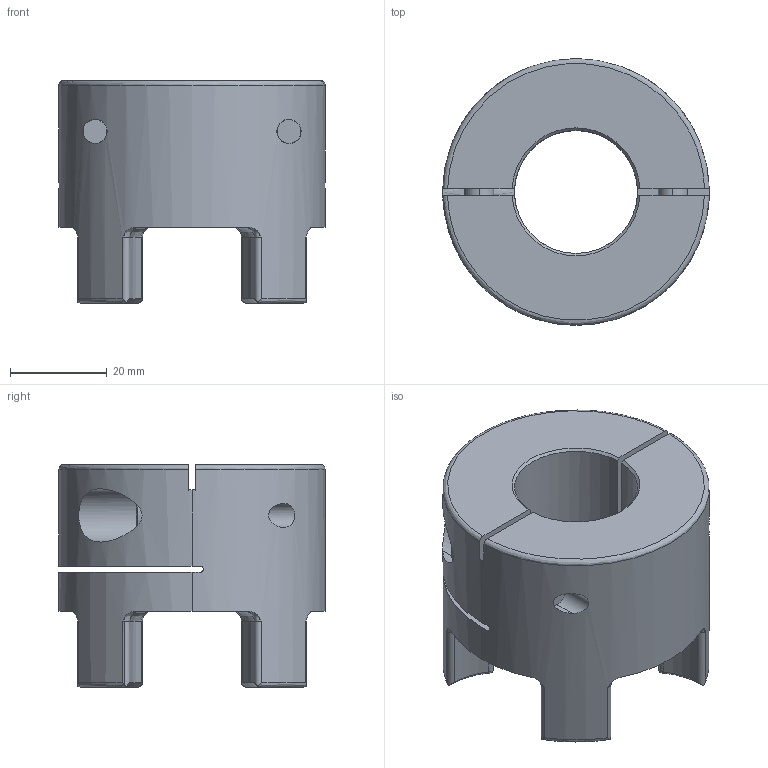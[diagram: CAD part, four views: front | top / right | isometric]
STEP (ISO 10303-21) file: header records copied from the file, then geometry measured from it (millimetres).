
FILE_DESCRIPTION (( 'STEP AP203' ), '1' );
FILE_NAME ('SJC-55C-25.4.step', '2021-04-15T12:39:50', ( '' ), ( '' ), 'SwSTEP 2.0', 'SolidWorks 2021', '' );
FILE_SCHEMA (( 'CONFIG_CONTROL_DESIGN' ));
Length unit declared in the file: inch
Products named in the file (1): SJC-55C-25.4
Bounding box: 55 x 55 x 46 mm (x, y, z)
Volume: 57811.7 mm3; surface area: 19868.8 mm2
Topology: 3 solids, 3 shells, 212 faces, 552 edges, 343 vertices
Faces by surface type: cylinder 76, bspline 54, plane 52, cone 30
Entity records: 8725 total; most frequent: CARTESIAN_POINT 3840, ORIENTED_EDGE 1088, DIRECTION 921, EDGE_CURVE 544, AXIS2_PLACEMENT_3D 373, VERTEX_POINT 343, EDGE_LOOP 227, CIRCLE 214
